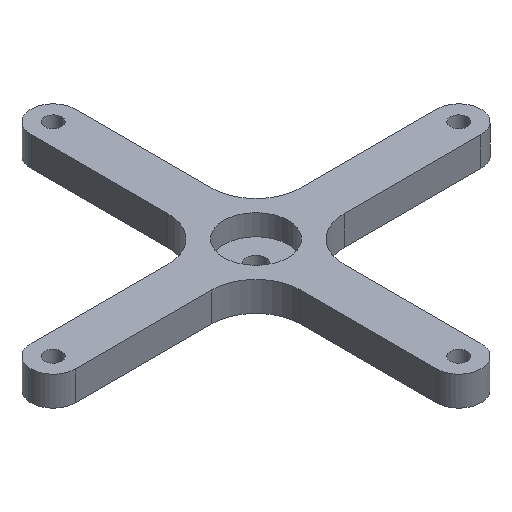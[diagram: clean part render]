
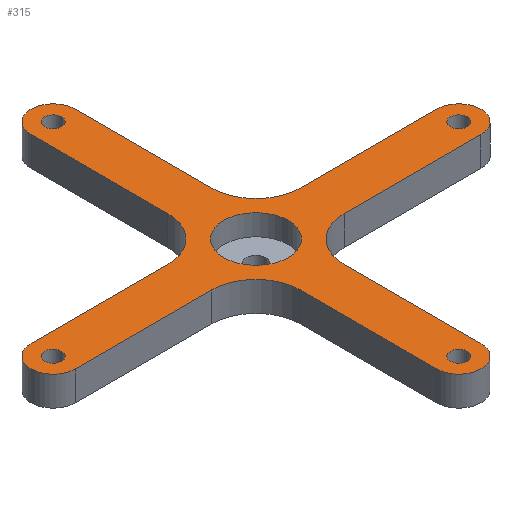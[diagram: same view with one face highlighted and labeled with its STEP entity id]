
A CAD part, isometric view. The second image highlights one B-rep face of the part: STEP entity #315.
In plain terms, the highlighted planar face has unit normal (0, 0, 1).
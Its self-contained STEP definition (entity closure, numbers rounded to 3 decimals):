
#50 = VERTEX_POINT('',#51);
#51 = CARTESIAN_POINT('',(-7.5,69.,10.));
#57 = EDGE_CURVE('',#50,#58,#60,.T.);
#58 = VERTEX_POINT('',#59);
#59 = CARTESIAN_POINT('',(-7.5,22.5,10.));
#60 = LINE('',#61,#62);
#61 = CARTESIAN_POINT('',(-7.5,69.,10.));
#62 = VECTOR('',#63,1.);
#63 = DIRECTION('',(0.,-1.,0.));
#271 = VERTEX_POINT('',#272);
#272 = CARTESIAN_POINT('',(-22.5,7.5,10.));
#278 = EDGE_CURVE('',#58,#271,#279,.T.);
#279 = CIRCLE('',#280,15.);
#280 = AXIS2_PLACEMENT_3D('',#281,#282,#283);
#281 = CARTESIAN_POINT('',(-22.5,22.5,10.));
#282 = DIRECTION('',(-0.,-0.,-1.));
#283 = DIRECTION('',(0.,-1.,0.));
#295 = VERTEX_POINT('',#296);
#296 = CARTESIAN_POINT('',(7.5,69.,10.));
#302 = EDGE_CURVE('',#295,#50,#303,.T.);
#303 = CIRCLE('',#304,7.5);
#304 = AXIS2_PLACEMENT_3D('',#305,#306,#307);
#305 = CARTESIAN_POINT('',(0.,69.,10.));
#306 = DIRECTION('',(0.,0.,1.));
#307 = DIRECTION('',(1.,0.,0.));
#315 = ADVANCED_FACE('',(#316,#429,#440,#451,#462,#473),#484,.T.);
#316 = FACE_BOUND('',#317,.T.);
#317 = EDGE_LOOP('',(#318,#319,#320,#328,#337,#345,#354,#362,#371,#379,
    #388,#396,#405,#413,#422,#428));
#318 = ORIENTED_EDGE('',*,*,#57,.T.);
#319 = ORIENTED_EDGE('',*,*,#278,.T.);
#320 = ORIENTED_EDGE('',*,*,#321,.T.);
#321 = EDGE_CURVE('',#271,#322,#324,.T.);
#322 = VERTEX_POINT('',#323);
#323 = CARTESIAN_POINT('',(-69.,7.5,10.));
#324 = LINE('',#325,#326);
#325 = CARTESIAN_POINT('',(-7.5,7.5,10.));
#326 = VECTOR('',#327,1.);
#327 = DIRECTION('',(-1.,0.,0.));
#328 = ORIENTED_EDGE('',*,*,#329,.T.);
#329 = EDGE_CURVE('',#322,#330,#332,.T.);
#330 = VERTEX_POINT('',#331);
#331 = CARTESIAN_POINT('',(-69.,-7.5,10.));
#332 = CIRCLE('',#333,7.5);
#333 = AXIS2_PLACEMENT_3D('',#334,#335,#336);
#334 = CARTESIAN_POINT('',(-69.,0.,10.));
#335 = DIRECTION('',(0.,0.,1.));
#336 = DIRECTION('',(1.,0.,0.));
#337 = ORIENTED_EDGE('',*,*,#338,.T.);
#338 = EDGE_CURVE('',#330,#339,#341,.T.);
#339 = VERTEX_POINT('',#340);
#340 = CARTESIAN_POINT('',(-22.5,-7.5,10.));
#341 = LINE('',#342,#343);
#342 = CARTESIAN_POINT('',(-69.,-7.5,10.));
#343 = VECTOR('',#344,1.);
#344 = DIRECTION('',(1.,0.,0.));
#345 = ORIENTED_EDGE('',*,*,#346,.T.);
#346 = EDGE_CURVE('',#339,#347,#349,.T.);
#347 = VERTEX_POINT('',#348);
#348 = CARTESIAN_POINT('',(-7.5,-22.5,10.));
#349 = CIRCLE('',#350,15.);
#350 = AXIS2_PLACEMENT_3D('',#351,#352,#353);
#351 = CARTESIAN_POINT('',(-22.5,-22.5,10.));
#352 = DIRECTION('',(-0.,-0.,-1.));
#353 = DIRECTION('',(0.,-1.,0.));
#354 = ORIENTED_EDGE('',*,*,#355,.T.);
#355 = EDGE_CURVE('',#347,#356,#358,.T.);
#356 = VERTEX_POINT('',#357);
#357 = CARTESIAN_POINT('',(-7.5,-69.,10.));
#358 = LINE('',#359,#360);
#359 = CARTESIAN_POINT('',(-7.5,-7.5,10.));
#360 = VECTOR('',#361,1.);
#361 = DIRECTION('',(0.,-1.,0.));
#362 = ORIENTED_EDGE('',*,*,#363,.T.);
#363 = EDGE_CURVE('',#356,#364,#366,.T.);
#364 = VERTEX_POINT('',#365);
#365 = CARTESIAN_POINT('',(7.5,-69.,10.));
#366 = CIRCLE('',#367,7.5);
#367 = AXIS2_PLACEMENT_3D('',#368,#369,#370);
#368 = CARTESIAN_POINT('',(0.,-69.,10.));
#369 = DIRECTION('',(0.,0.,1.));
#370 = DIRECTION('',(1.,0.,0.));
#371 = ORIENTED_EDGE('',*,*,#372,.T.);
#372 = EDGE_CURVE('',#364,#373,#375,.T.);
#373 = VERTEX_POINT('',#374);
#374 = CARTESIAN_POINT('',(7.5,-22.5,10.));
#375 = LINE('',#376,#377);
#376 = CARTESIAN_POINT('',(7.5,-69.,10.));
#377 = VECTOR('',#378,1.);
#378 = DIRECTION('',(0.,1.,0.));
#379 = ORIENTED_EDGE('',*,*,#380,.T.);
#380 = EDGE_CURVE('',#373,#381,#383,.T.);
#381 = VERTEX_POINT('',#382);
#382 = CARTESIAN_POINT('',(22.5,-7.5,10.));
#383 = CIRCLE('',#384,15.);
#384 = AXIS2_PLACEMENT_3D('',#385,#386,#387);
#385 = CARTESIAN_POINT('',(22.5,-22.5,10.));
#386 = DIRECTION('',(-0.,-0.,-1.));
#387 = DIRECTION('',(0.,-1.,0.));
#388 = ORIENTED_EDGE('',*,*,#389,.T.);
#389 = EDGE_CURVE('',#381,#390,#392,.T.);
#390 = VERTEX_POINT('',#391);
#391 = CARTESIAN_POINT('',(69.,-7.5,10.));
#392 = LINE('',#393,#394);
#393 = CARTESIAN_POINT('',(7.5,-7.5,10.));
#394 = VECTOR('',#395,1.);
#395 = DIRECTION('',(1.,0.,0.));
#396 = ORIENTED_EDGE('',*,*,#397,.T.);
#397 = EDGE_CURVE('',#390,#398,#400,.T.);
#398 = VERTEX_POINT('',#399);
#399 = CARTESIAN_POINT('',(69.,7.5,10.));
#400 = CIRCLE('',#401,7.5);
#401 = AXIS2_PLACEMENT_3D('',#402,#403,#404);
#402 = CARTESIAN_POINT('',(69.,0.,10.));
#403 = DIRECTION('',(0.,0.,1.));
#404 = DIRECTION('',(1.,0.,0.));
#405 = ORIENTED_EDGE('',*,*,#406,.T.);
#406 = EDGE_CURVE('',#398,#407,#409,.T.);
#407 = VERTEX_POINT('',#408);
#408 = CARTESIAN_POINT('',(22.5,7.5,10.));
#409 = LINE('',#410,#411);
#410 = CARTESIAN_POINT('',(69.,7.5,10.));
#411 = VECTOR('',#412,1.);
#412 = DIRECTION('',(-1.,0.,0.));
#413 = ORIENTED_EDGE('',*,*,#414,.T.);
#414 = EDGE_CURVE('',#407,#415,#417,.T.);
#415 = VERTEX_POINT('',#416);
#416 = CARTESIAN_POINT('',(7.5,22.5,10.));
#417 = CIRCLE('',#418,15.);
#418 = AXIS2_PLACEMENT_3D('',#419,#420,#421);
#419 = CARTESIAN_POINT('',(22.5,22.5,10.));
#420 = DIRECTION('',(-0.,-0.,-1.));
#421 = DIRECTION('',(0.,-1.,0.));
#422 = ORIENTED_EDGE('',*,*,#423,.T.);
#423 = EDGE_CURVE('',#415,#295,#424,.T.);
#424 = LINE('',#425,#426);
#425 = CARTESIAN_POINT('',(7.5,7.5,10.));
#426 = VECTOR('',#427,1.);
#427 = DIRECTION('',(0.,1.,0.));
#428 = ORIENTED_EDGE('',*,*,#302,.T.);
#429 = FACE_BOUND('',#430,.T.);
#430 = EDGE_LOOP('',(#431));
#431 = ORIENTED_EDGE('',*,*,#432,.F.);
#432 = EDGE_CURVE('',#433,#433,#435,.T.);
#433 = VERTEX_POINT('',#434);
#434 = CARTESIAN_POINT('',(-66.1,0.,10.));
#435 = CIRCLE('',#436,2.9);
#436 = AXIS2_PLACEMENT_3D('',#437,#438,#439);
#437 = CARTESIAN_POINT('',(-69.,0.,10.));
#438 = DIRECTION('',(0.,0.,1.));
#439 = DIRECTION('',(1.,0.,0.));
#440 = FACE_BOUND('',#441,.T.);
#441 = EDGE_LOOP('',(#442));
#442 = ORIENTED_EDGE('',*,*,#443,.F.);
#443 = EDGE_CURVE('',#444,#444,#446,.T.);
#444 = VERTEX_POINT('',#445);
#445 = CARTESIAN_POINT('',(2.9,-69.,10.));
#446 = CIRCLE('',#447,2.9);
#447 = AXIS2_PLACEMENT_3D('',#448,#449,#450);
#448 = CARTESIAN_POINT('',(0.,-69.,10.));
#449 = DIRECTION('',(0.,0.,1.));
#450 = DIRECTION('',(1.,0.,0.));
#451 = FACE_BOUND('',#452,.T.);
#452 = EDGE_LOOP('',(#453));
#453 = ORIENTED_EDGE('',*,*,#454,.F.);
#454 = EDGE_CURVE('',#455,#455,#457,.T.);
#455 = VERTEX_POINT('',#456);
#456 = CARTESIAN_POINT('',(10.95,0.,10.));
#457 = CIRCLE('',#458,10.95);
#458 = AXIS2_PLACEMENT_3D('',#459,#460,#461);
#459 = CARTESIAN_POINT('',(0.,0.,10.));
#460 = DIRECTION('',(0.,0.,1.));
#461 = DIRECTION('',(1.,0.,0.));
#462 = FACE_BOUND('',#463,.T.);
#463 = EDGE_LOOP('',(#464));
#464 = ORIENTED_EDGE('',*,*,#465,.F.);
#465 = EDGE_CURVE('',#466,#466,#468,.T.);
#466 = VERTEX_POINT('',#467);
#467 = CARTESIAN_POINT('',(71.9,0.,10.));
#468 = CIRCLE('',#469,2.9);
#469 = AXIS2_PLACEMENT_3D('',#470,#471,#472);
#470 = CARTESIAN_POINT('',(69.,0.,10.));
#471 = DIRECTION('',(0.,0.,1.));
#472 = DIRECTION('',(1.,0.,0.));
#473 = FACE_BOUND('',#474,.T.);
#474 = EDGE_LOOP('',(#475));
#475 = ORIENTED_EDGE('',*,*,#476,.F.);
#476 = EDGE_CURVE('',#477,#477,#479,.T.);
#477 = VERTEX_POINT('',#478);
#478 = CARTESIAN_POINT('',(2.9,69.,10.));
#479 = CIRCLE('',#480,2.9);
#480 = AXIS2_PLACEMENT_3D('',#481,#482,#483);
#481 = CARTESIAN_POINT('',(0.,69.,10.));
#482 = DIRECTION('',(0.,0.,1.));
#483 = DIRECTION('',(1.,0.,0.));
#484 = PLANE('',#485);
#485 = AXIS2_PLACEMENT_3D('',#486,#487,#488);
#486 = CARTESIAN_POINT('',(0.,0.,10.));
#487 = DIRECTION('',(0.,0.,1.));
#488 = DIRECTION('',(1.,0.,0.));
